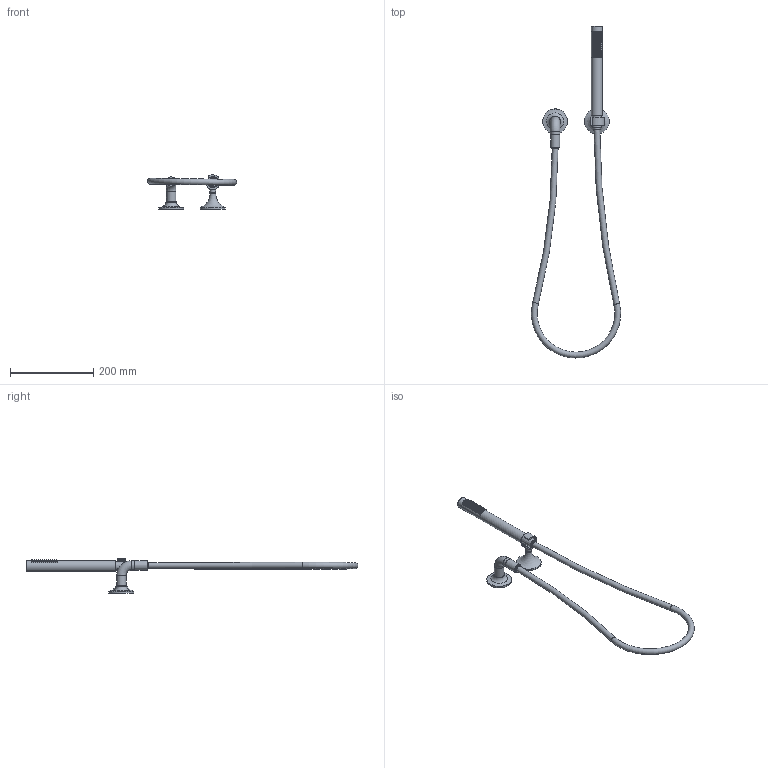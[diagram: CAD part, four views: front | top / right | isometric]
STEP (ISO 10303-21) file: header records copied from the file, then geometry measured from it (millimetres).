
FILE_DESCRIPTION (( 'STEP AP203' ), '1' );
FILE_NAME ('27808809-00.STEP', '2019-07-17T04:44:52', ( '' ), ( '' ), 'SwSTEP 2.0', 'SolidWorks 2017', '' );
FILE_SCHEMA (( 'CONFIG_CONTROL_DESIGN' ));
Length unit declared in the file: millimetre
Products named in the file (10): 27808809-00; Planungsmodell_Koerper-+-04.12.11.140.10_04_K1; Planungsmodell_Einsatz-+-04.12.11.140.10_02_K1; Planungsmodell_Rosette-+-08.27.80.500.90-01_K3_D60x37_D14; Planungsmodell_Brausehalter-+-04.28.10.029.01.94-01_-_K4; Planungsmodell_Einsatz-+-04.12.11.140.10_03_K1; Planungsmodell_Handbrause-+-04.12.11.140.10_01_K1; Planungsmodell_Rosette-+-09.27.80.016.90-01_K4_D60x17,50; Planungsmodell_Anschluss-+-09.11.03.121.90-01_K2; Planungsmodell_Schlauch-+-09.30.02.072-01_ _K16
Assembly tree (9 placements, depth 4):
  27808809-00
    Planungsmodell_Rosette-+-08.27.80.500.90-01_K3_D60x37_D14
    Planungsmodell_Brausehalter-+-04.28.10.029.01.94-01_-_K4
    Planungsmodell_Handbrause-+-04.12.11.140.10_01_K1
      Planungsmodell_Koerper-+-04.12.11.140.10_04_K1
      Planungsmodell_Einsatz-+-04.12.11.140.10_03_K1
        Planungsmodell_Einsatz-+-04.12.11.140.10_02_K1
    Planungsmodell_Rosette-+-09.27.80.016.90-01_K4_D60x17,50
    Planungsmodell_Anschluss-+-09.11.03.121.90-01_K2
    Planungsmodell_Schlauch-+-09.30.02.072-01_ _K16
Bounding box: 213.55 x 795.28 x 82.67 mm (x, y, z)
Volume: 417311.4 mm3; surface area: 106185.6 mm2
Topology: 7 solids, 7 shells, 253 faces, 492 edges, 325 vertices
Faces by surface type: plane 90, cylinder 82, torus 79, cone 2
Full cylindrical faces by diameter (mm): 3 x65, 13.1 x1, 14 x1, 16 x1, 16.5 x1, 22 x1, 22.6 x2, 24.7 x1, 26 x1, 60 x2
Entity records: 9215 total; most frequent: CARTESIAN_POINT 4006, DIRECTION 912, ORIENTED_EDGE 528, EDGE_LOOP 482, AXIS2_PLACEMENT_3D 447, FACE_OUTER_BOUND 408, EDGE_CURVE 264, VERTEX_POINT 254
